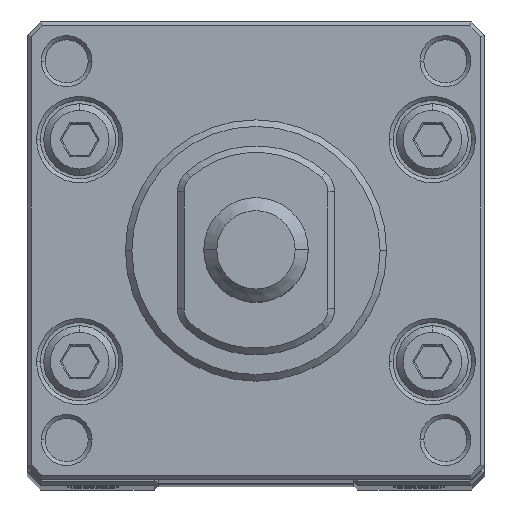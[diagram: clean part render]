
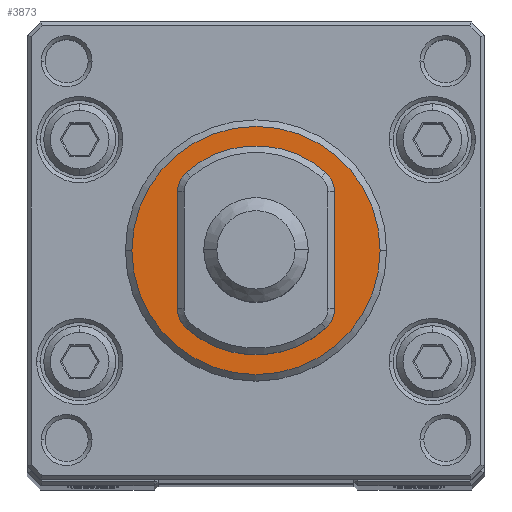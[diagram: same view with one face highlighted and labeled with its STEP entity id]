
A CAD part, top view. The second image highlights one B-rep face of the part: STEP entity #3873.
In plain terms, the highlighted face is planar.
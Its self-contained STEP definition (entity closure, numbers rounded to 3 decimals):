
#286 = EDGE_CURVE ( 'NONE', #17569, #22076, #38209, .T. ) ;
#406 = DIRECTION ( 'NONE',  ( 0., 0., 1. ) ) ;
#417 = AXIS2_PLACEMENT_3D ( 'NONE', #26510, #25582, #41134 ) ;
#938 = EDGE_CURVE ( 'NONE', #19642, #17910, #13377, .T. ) ;
#1907 = CARTESIAN_POINT ( 'NONE',  ( 8., 8., 0. ) ) ;
#1912 = DIRECTION ( 'NONE',  ( 1., 0., 0. ) ) ;
#2638 = FACE_BOUND ( 'NONE', #14249, .T. ) ;
#2714 = CARTESIAN_POINT ( 'NONE',  ( 8., 0., 0. ) ) ;
#2924 = CIRCLE ( 'NONE', #45685, 2. ) ;
#3403 = EDGE_CURVE ( 'NONE', #41467, #41699, #12596, .T. ) ;
#3615 = CARTESIAN_POINT ( 'NONE',  ( 8., 5.963, -5.333 ) ) ;
#3873 = ADVANCED_FACE ( 'NONE', ( #9292, #2638 ), #28200, .T. ) ;
#4008 = CARTESIAN_POINT ( 'NONE',  ( 8., -5.963, 5.333 ) ) ;
#4351 = EDGE_CURVE ( 'NONE', #23926, #35599, #36307, .T. ) ;
#4535 = CIRCLE ( 'NONE', #31290, 8. ) ;
#5157 = CARTESIAN_POINT ( 'NONE',  ( 8., 0., 9.5 ) ) ;
#5197 = CARTESIAN_POINT ( 'NONE',  ( 8., 5.292, 6. ) ) ;
#5878 = EDGE_LOOP ( 'NONE', ( #34737, #42447 ) ) ;
#6195 = ORIENTED_EDGE ( 'NONE', *, *, #44811, .T. ) ;
#6324 = ORIENTED_EDGE ( 'NONE', *, *, #32060, .T. ) ;
#6865 = ORIENTED_EDGE ( 'NONE', *, *, #938, .T. ) ;
#7383 = CARTESIAN_POINT ( 'NONE',  ( 8., -4.472, 6. ) ) ;
#7555 = CARTESIAN_POINT ( 'NONE',  ( 8., -4.472, -4. ) ) ;
#8490 = VERTEX_POINT ( 'NONE', #4008 ) ;
#9100 = CARTESIAN_POINT ( 'NONE',  ( 8., 4.472, -4. ) ) ;
#9238 = EDGE_CURVE ( 'NONE', #17910, #44130, #4535, .T. ) ;
#9292 = FACE_OUTER_BOUND ( 'NONE', #5878, .T. ) ;
#9801 = DIRECTION ( 'NONE',  ( 0., 0., 1. ) ) ;
#10654 = CARTESIAN_POINT ( 'NONE',  ( 8., -5.963, -5.333 ) ) ;
#11825 = AXIS2_PLACEMENT_3D ( 'NONE', #9100, #42611, #9801 ) ;
#12162 = ORIENTED_EDGE ( 'NONE', *, *, #3403, .T. ) ;
#12596 = CIRCLE ( 'NONE', #24088, 2. ) ;
#12811 = DIRECTION ( 'NONE',  ( 0., -1., 0. ) ) ;
#12829 = VECTOR ( 'NONE', #33664, 1000. ) ;
#13377 = CIRCLE ( 'NONE', #11825, 2. ) ;
#14249 = EDGE_LOOP ( 'NONE', ( #40935, #6865, #28695, #6324, #34895, #6195, #28838, #12162 ) ) ;
#16332 = AXIS2_PLACEMENT_3D ( 'NONE', #32611, #42498, #36187 ) ;
#17094 = CIRCLE ( 'NONE', #16332, 9.5 ) ;
#17569 = VERTEX_POINT ( 'NONE', #26109 ) ;
#17910 = VERTEX_POINT ( 'NONE', #3615 ) ;
#19058 = LINE ( 'NONE', #41769, #12829 ) ;
#19642 = VERTEX_POINT ( 'NONE', #28902 ) ;
#20308 = AXIS2_PLACEMENT_3D ( 'NONE', #1907, #42812, #24608 ) ;
#20865 = DIRECTION ( 'NONE',  ( 1., 0., 0. ) ) ;
#21342 = CARTESIAN_POINT ( 'NONE',  ( 8., -4.472, 4. ) ) ;
#22076 = VERTEX_POINT ( 'NONE', #7383 ) ;
#23926 = VERTEX_POINT ( 'NONE', #5157 ) ;
#24088 = AXIS2_PLACEMENT_3D ( 'NONE', #7555, #33152, #406 ) ;
#24608 = DIRECTION ( 'NONE',  ( 0., 0., 1. ) ) ;
#24976 = DIRECTION ( 'NONE',  ( -1., 0., 0. ) ) ;
#25582 = DIRECTION ( 'NONE',  ( 1., 0., 0. ) ) ;
#26109 = CARTESIAN_POINT ( 'NONE',  ( 8., 4.472, 6. ) ) ;
#26350 = CIRCLE ( 'NONE', #417, 8. ) ;
#26510 = CARTESIAN_POINT ( 'NONE',  ( 8., 0., 0. ) ) ;
#26825 = CARTESIAN_POINT ( 'NONE',  ( 8., -4.472, -6. ) ) ;
#27242 = CARTESIAN_POINT ( 'NONE',  ( 8., 4.472, 4. ) ) ;
#28200 = PLANE ( 'NONE',  #20308 ) ;
#28695 = ORIENTED_EDGE ( 'NONE', *, *, #9238, .T. ) ;
#28838 = ORIENTED_EDGE ( 'NONE', *, *, #40252, .T. ) ;
#28902 = CARTESIAN_POINT ( 'NONE',  ( 8., 4.472, -6. ) ) ;
#31290 = AXIS2_PLACEMENT_3D ( 'NONE', #2714, #20865, #41684 ) ;
#31353 = DIRECTION ( 'NONE',  ( 0., 0., 1. ) ) ;
#32060 = EDGE_CURVE ( 'NONE', #44130, #17569, #43457, .T. ) ;
#32611 = CARTESIAN_POINT ( 'NONE',  ( 8., 0., 0. ) ) ;
#32664 = DIRECTION ( 'NONE',  ( 0., 0., 1. ) ) ;
#33131 = CARTESIAN_POINT ( 'NONE',  ( 8., 0., 0. ) ) ;
#33152 = DIRECTION ( 'NONE',  ( 1., 0., 0. ) ) ;
#33664 = DIRECTION ( 'NONE',  ( 0., 1., 0. ) ) ;
#34735 = VECTOR ( 'NONE', #12811, 1000. ) ;
#34737 = ORIENTED_EDGE ( 'NONE', *, *, #39491, .T. ) ;
#34895 = ORIENTED_EDGE ( 'NONE', *, *, #286, .T. ) ;
#35599 = VERTEX_POINT ( 'NONE', #37770 ) ;
#36187 = DIRECTION ( 'NONE',  ( 0., 0., 1. ) ) ;
#36307 = CIRCLE ( 'NONE', #42421, 9.5 ) ;
#37770 = CARTESIAN_POINT ( 'NONE',  ( 8., 0., -9.5 ) ) ;
#38164 = CARTESIAN_POINT ( 'NONE',  ( 8., 5.963, 5.333 ) ) ;
#38209 = LINE ( 'NONE', #5197, #34735 ) ;
#38750 = AXIS2_PLACEMENT_3D ( 'NONE', #27242, #1912, #31353 ) ;
#39491 = EDGE_CURVE ( 'NONE', #35599, #23926, #17094, .T. ) ;
#39767 = DIRECTION ( 'NONE',  ( 0., 0., 1. ) ) ;
#40252 = EDGE_CURVE ( 'NONE', #8490, #41467, #26350, .T. ) ;
#40935 = ORIENTED_EDGE ( 'NONE', *, *, #46577, .T. ) ;
#41134 = DIRECTION ( 'NONE',  ( 0., 0., -1. ) ) ;
#41467 = VERTEX_POINT ( 'NONE', #10654 ) ;
#41684 = DIRECTION ( 'NONE',  ( 0., 0., -1. ) ) ;
#41699 = VERTEX_POINT ( 'NONE', #26825 ) ;
#41769 = CARTESIAN_POINT ( 'NONE',  ( 8., 5.292, -6. ) ) ;
#42421 = AXIS2_PLACEMENT_3D ( 'NONE', #33131, #24976, #32664 ) ;
#42447 = ORIENTED_EDGE ( 'NONE', *, *, #4351, .T. ) ;
#42498 = DIRECTION ( 'NONE',  ( -1., 0., 0. ) ) ;
#42611 = DIRECTION ( 'NONE',  ( 1., 0., 0. ) ) ;
#42812 = DIRECTION ( 'NONE',  ( -1., 0., 0. ) ) ;
#43457 = CIRCLE ( 'NONE', #38750, 2. ) ;
#44130 = VERTEX_POINT ( 'NONE', #38164 ) ;
#44811 = EDGE_CURVE ( 'NONE', #22076, #8490, #2924, .T. ) ;
#45685 = AXIS2_PLACEMENT_3D ( 'NONE', #21342, #47177, #39767 ) ;
#46577 = EDGE_CURVE ( 'NONE', #41699, #19642, #19058, .T. ) ;
#47177 = DIRECTION ( 'NONE',  ( 1., 0., 0. ) ) ;
